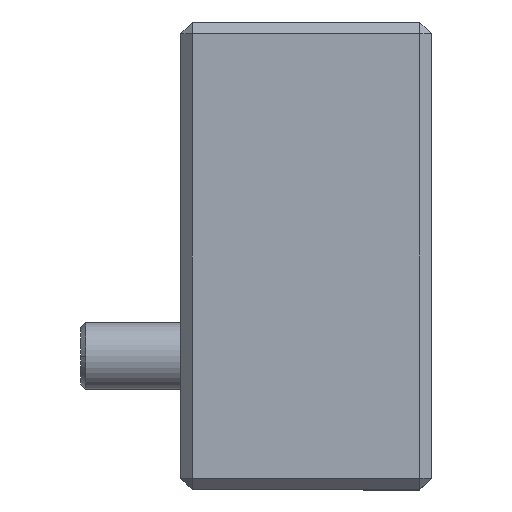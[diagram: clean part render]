
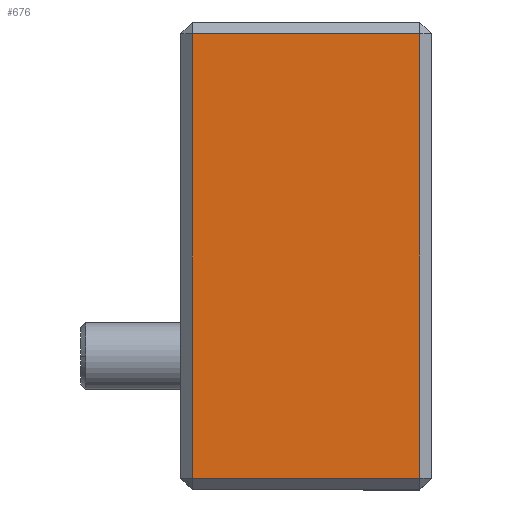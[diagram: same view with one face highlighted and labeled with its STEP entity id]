
A CAD part, front view. The second image highlights one B-rep face of the part: STEP entity #676.
In plain terms, the highlighted planar face has unit normal (0, -1, 0).
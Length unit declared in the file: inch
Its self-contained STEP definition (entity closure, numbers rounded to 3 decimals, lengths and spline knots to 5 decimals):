
#41 = CARTESIAN_POINT ( 'NONE',  ( 0., -0.98425, 0.02756 ) ) ;
#214 = CARTESIAN_POINT ( 'NONE',  ( 0.71654, -0.98425, 1.0748 ) ) ;
#322 = LINE ( 'NONE', #863, #1442 ) ;
#335 = CARTESIAN_POINT ( 'NONE',  ( 0.71654, -0.98425, 0.02756 ) ) ;
#501 = ORIENTED_EDGE ( 'NONE', *, *, #3021, .F. ) ;
#676 = ADVANCED_FACE ( 'NONE', ( #3183 ), #963, .T. ) ;
#717 = EDGE_CURVE ( 'NONE', #1610, #2338, #3238, .T. ) ;
#822 = DIRECTION ( 'NONE',  ( -1., 0., 0. ) ) ;
#863 = CARTESIAN_POINT ( 'NONE',  ( 1.25197, -0.98425, 0. ) ) ;
#883 = CARTESIAN_POINT ( 'NONE',  ( 0.71654, -0.98425, 0. ) ) ;
#963 = PLANE ( 'NONE',  #1238 ) ;
#1238 = AXIS2_PLACEMENT_3D ( 'NONE', #2060, #2919, #3145 ) ;
#1371 = CARTESIAN_POINT ( 'NONE',  ( 1.25197, -0.98425, 1.0748 ) ) ;
#1378 = CARTESIAN_POINT ( 'NONE',  ( 0., -0.98425, 1.0748 ) ) ;
#1442 = VECTOR ( 'NONE', #2226, 39.37008 ) ;
#1610 = VERTEX_POINT ( 'NONE', #1371 ) ;
#1729 = EDGE_CURVE ( 'NONE', #2227, #1610, #322, .T. ) ;
#2060 = CARTESIAN_POINT ( 'NONE',  ( 0., -0.98425, 0. ) ) ;
#2149 = EDGE_LOOP ( 'NONE', ( #3463, #2812, #3077, #501 ) ) ;
#2152 = EDGE_CURVE ( 'NONE', #3033, #2227, #3079, .T. ) ;
#2226 = DIRECTION ( 'NONE',  ( 0., 0., 1. ) ) ;
#2227 = VERTEX_POINT ( 'NONE', #2720 ) ;
#2338 = VERTEX_POINT ( 'NONE', #214 ) ;
#2720 = CARTESIAN_POINT ( 'NONE',  ( 1.25197, -0.98425, 0.02756 ) ) ;
#2793 = DIRECTION ( 'NONE',  ( 0., 0., 1. ) ) ;
#2812 = ORIENTED_EDGE ( 'NONE', *, *, #1729, .T. ) ;
#2919 = DIRECTION ( 'NONE',  ( 0., -1., 0. ) ) ;
#2933 = VECTOR ( 'NONE', #3012, 39.37008 ) ;
#2942 = VECTOR ( 'NONE', #2793, 39.37008 ) ;
#3012 = DIRECTION ( 'NONE',  ( 1., 0., 0. ) ) ;
#3021 = EDGE_CURVE ( 'NONE', #3033, #2338, #3354, .T. ) ;
#3033 = VERTEX_POINT ( 'NONE', #335 ) ;
#3077 = ORIENTED_EDGE ( 'NONE', *, *, #717, .T. ) ;
#3079 = LINE ( 'NONE', #41, #2933 ) ;
#3145 = DIRECTION ( 'NONE',  ( 0., 0., -1. ) ) ;
#3183 = FACE_OUTER_BOUND ( 'NONE', #2149, .T. ) ;
#3238 = LINE ( 'NONE', #1378, #3461 ) ;
#3354 = LINE ( 'NONE', #883, #2942 ) ;
#3461 = VECTOR ( 'NONE', #822, 39.37008 ) ;
#3463 = ORIENTED_EDGE ( 'NONE', *, *, #2152, .T. ) ;
